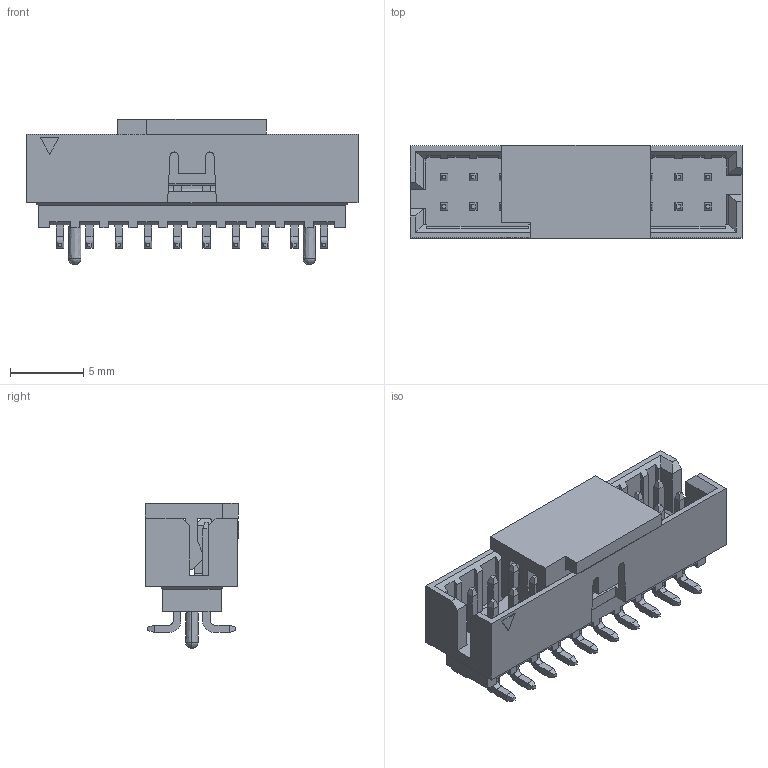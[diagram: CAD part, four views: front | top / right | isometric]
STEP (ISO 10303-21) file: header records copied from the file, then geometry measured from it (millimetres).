
FILE_DESCRIPTION( ('This file contains a STEP AP42 implementation' ,'as created by ZW3D STEP Interface translator.') ,'2;1' );
FILE_NAME( '3121B-XXMXXBK00X2.stp' ,'2312 8.142426', (''), ('ZWCAD Software Co.'), 'Version 1.0', 'ZW3D to STEP translator', '' );
FILE_SCHEMA(('AUTOMOTIVE_DESIGN { 1 0 10303 214 1 1 1 1 }'));
Length unit declared in the file: millimetre
Products named in the file (3): 0; 3121B-20MG0BK00R2.stpWZH; CAP1220-G203_1
Assembly tree (1 placements, depth 2):
  0
  3121B-20MG0BK00R2.stpWZH
    CAP1220-G203_1
Bounding box: 22.65 x 6.38 x 9.9 mm (x, y, z)
Volume: 567 mm3; surface area: 1505.5 mm2
Topology: 2 solids, 2 shells, 760 faces, 1996 edges, 1259 vertices
Faces by surface type: plane 696, cylinder 56, bspline 8
Entity records: 23724 total; most frequent: CARTESIAN_POINT 4195, ORIENTED_EDGE 3992, DIRECTION 3645, EDGE_CURVE 1996, VECTOR 1859, LINE 1859, VERTEX_POINT 1259, AXIS2_PLACEMENT_3D 893
